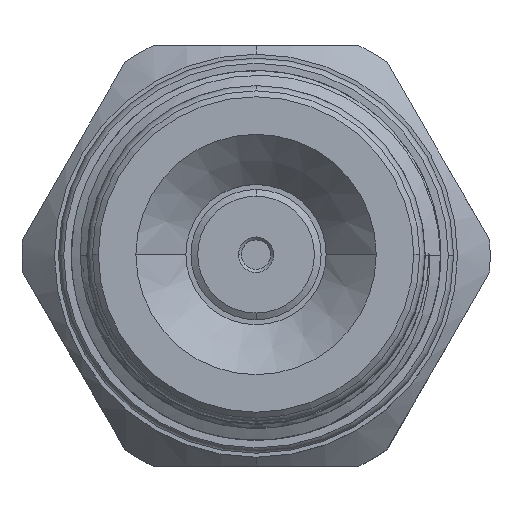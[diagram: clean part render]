
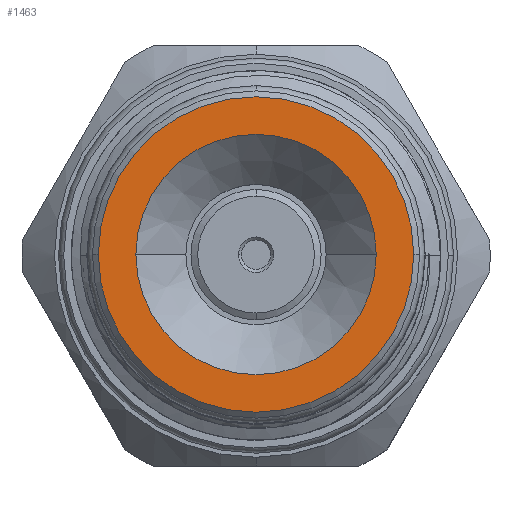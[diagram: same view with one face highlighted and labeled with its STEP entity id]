
A CAD part, top view. The second image highlights one B-rep face of the part: STEP entity #1463.
In plain terms, the highlighted planar face has unit normal (0, 0, 1).
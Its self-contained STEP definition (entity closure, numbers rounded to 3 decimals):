
#6 = VERTEX_POINT ( 'NONE', #1111 ) ;
#121 = VERTEX_POINT ( 'NONE', #1021 ) ;
#134 = VERTEX_POINT ( 'NONE', #1086 ) ;
#187 = FACE_BOUND ( 'NONE', #3283, .T. ) ;
#197 = FACE_OUTER_BOUND ( 'NONE', #5904, .T. ) ;
#272 = VERTEX_POINT ( 'NONE', #977 ) ;
#398 = ORIENTED_EDGE ( 'NONE', *, *, #3100, .F. ) ;
#399 = ORIENTED_EDGE ( 'NONE', *, *, #2918, .F. ) ;
#403 = ORIENTED_EDGE ( 'NONE', *, *, #2825, .T. ) ;
#406 = ORIENTED_EDGE ( 'NONE', *, *, #3102, .T. ) ;
#619 = AXIS2_PLACEMENT_3D ( 'NONE', #4723, #4721, #4722 ) ;
#650 = AXIS2_PLACEMENT_3D ( 'NONE', #5087, #4996, #5060 ) ;
#730 = AXIS2_PLACEMENT_3D ( 'NONE', #5655, #5656, #5657 ) ;
#732 = AXIS2_PLACEMENT_3D ( 'NONE', #5649, #5650, #5651 ) ;
#795 = CIRCLE ( 'NONE', #730, 10.715 ) ;
#860 = CIRCLE ( 'NONE', #732, 8.165 ) ;
#977 = CARTESIAN_POINT ( 'NONE',  ( 8.165, 0., 65.13 ) ) ;
#1021 = CARTESIAN_POINT ( 'NONE',  ( -8.165, 0., 65.13 ) ) ;
#1086 = CARTESIAN_POINT ( 'NONE',  ( 10.715, 0., 65.13 ) ) ;
#1111 = CARTESIAN_POINT ( 'NONE',  ( -10.715, 0., 65.13 ) ) ;
#1463 = ADVANCED_FACE ( 'NONE', ( #197, #187 ), #2200, .F. ) ;
#2192 = CARTESIAN_POINT ( 'NONE',  ( 0., 0., 65.13 ) ) ;
#2200 = PLANE ( 'NONE',  #3174 ) ;
#2202 = DIRECTION ( 'NONE',  ( 0., 0., -1. ) ) ;
#2203 = DIRECTION ( 'NONE',  ( -1., 0., 0. ) ) ;
#2825 = EDGE_CURVE ( 'NONE', #134, #6, #5172, .T. ) ;
#2918 = EDGE_CURVE ( 'NONE', #121, #272, #5335, .T. ) ;
#3100 = EDGE_CURVE ( 'NONE', #272, #121, #860, .T. ) ;
#3102 = EDGE_CURVE ( 'NONE', #6, #134, #795, .T. ) ;
#3174 = AXIS2_PLACEMENT_3D ( 'NONE', #2192, #2202, #2203 ) ;
#3283 = EDGE_LOOP ( 'NONE', ( #398, #399 ) ) ;
#4721 = DIRECTION ( 'NONE',  ( 0., 0., 1. ) ) ;
#4722 = DIRECTION ( 'NONE',  ( -1., 0., 0. ) ) ;
#4723 = CARTESIAN_POINT ( 'NONE',  ( 0., 0., 65.13 ) ) ;
#4996 = DIRECTION ( 'NONE',  ( 0., 0., 1. ) ) ;
#5060 = DIRECTION ( 'NONE',  ( 1., 0., 0. ) ) ;
#5087 = CARTESIAN_POINT ( 'NONE',  ( 0., 0., 65.13 ) ) ;
#5172 = CIRCLE ( 'NONE', #619, 10.715 ) ;
#5335 = CIRCLE ( 'NONE', #650, 8.165 ) ;
#5649 = CARTESIAN_POINT ( 'NONE',  ( 0., 0., 65.13 ) ) ;
#5650 = DIRECTION ( 'NONE',  ( 0., 0., 1. ) ) ;
#5651 = DIRECTION ( 'NONE',  ( 1., 0., 0. ) ) ;
#5655 = CARTESIAN_POINT ( 'NONE',  ( 0., 0., 65.13 ) ) ;
#5656 = DIRECTION ( 'NONE',  ( 0., 0., 1. ) ) ;
#5657 = DIRECTION ( 'NONE',  ( -1., 0., 0. ) ) ;
#5904 = EDGE_LOOP ( 'NONE', ( #406, #403 ) ) ;
